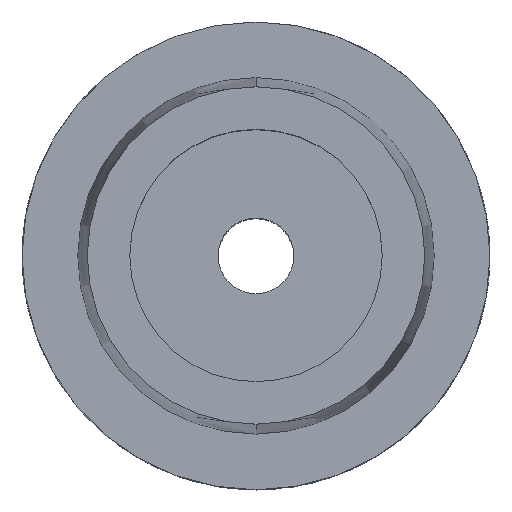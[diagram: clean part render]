
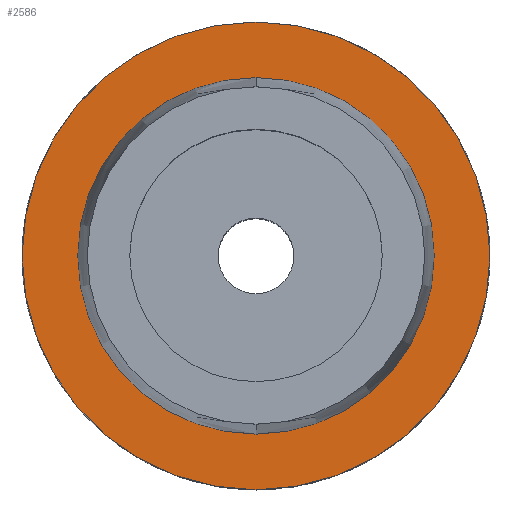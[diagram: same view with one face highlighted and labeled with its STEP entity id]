
A CAD part, top view. The second image highlights one B-rep face of the part: STEP entity #2586.
In plain terms, the highlighted planar face has unit normal (0, 0, 1).
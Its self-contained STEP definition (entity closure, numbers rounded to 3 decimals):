
#787=CARTESIAN_POINT('',(0.,0.,0.));
#788=DIRECTION('',(0.,0.,-1.));
#789=DIRECTION('',(0.,1.,0.));
#790=AXIS2_PLACEMENT_3D('',#787,#788,#789);
#809=CARTESIAN_POINT('',(0.,0.,0.));
#810=DIRECTION('',(0.,0.,1.));
#811=DIRECTION('',(0.,1.,0.));
#812=AXIS2_PLACEMENT_3D('',#809,#810,#811);
#817=CARTESIAN_POINT('',(0.,0.,0.));
#818=DIRECTION('',(0.,0.,-1.));
#819=DIRECTION('',(0.,1.,0.));
#820=AXIS2_PLACEMENT_3D('',#817,#818,#819);
#825=CARTESIAN_POINT('',(0.,0.,0.));
#826=DIRECTION('',(0.,0.,1.));
#827=DIRECTION('',(0.,1.,0.));
#828=AXIS2_PLACEMENT_3D('',#825,#826,#827);
#1642=CARTESIAN_POINT('',(0.,31.5,0.));
#1644=VERTEX_POINT('',#1642);
#1650=CARTESIAN_POINT('',(0.,-31.5,0.));
#1652=VERTEX_POINT('',#1650);
#1813=CARTESIAN_POINT('',(0.,24.005,0.));
#1814=VERTEX_POINT('',#1813);
#1815=CARTESIAN_POINT('',(0.,-24.005,0.));
#1816=VERTEX_POINT('',#1815);
#2571=CARTESIAN_POINT('',(0.,0.,0.));
#2572=DIRECTION('',(0.,0.,-1.));
#2573=DIRECTION('',(0.,-1.,0.));
#2574=AXIS2_PLACEMENT_3D('',#2571,#2572,#2573);
#2575=PLANE('',#2574);
#2577=ORIENTED_EDGE('',*,*,#2576,.T.);
#2579=ORIENTED_EDGE('',*,*,#2578,.F.);
#2580=EDGE_LOOP('',(#2577,#2579));
#2581=FACE_OUTER_BOUND('',#2580,.F.);
#2582=ORIENTED_EDGE('',*,*,#2566,.T.);
#2583=ORIENTED_EDGE('',*,*,#2550,.F.);
#2584=EDGE_LOOP('',(#2582,#2583));
#2585=FACE_BOUND('',#2584,.F.);
#791=CIRCLE('',#790,24.005);
#813=CIRCLE('',#812,24.005);
#821=CIRCLE('',#820,31.5);
#829=CIRCLE('',#828,31.5);
#2550=EDGE_CURVE('',#1814,#1816,#791,.T.);
#2566=EDGE_CURVE('',#1814,#1816,#813,.T.);
#2576=EDGE_CURVE('',#1644,#1652,#821,.T.);
#2578=EDGE_CURVE('',#1644,#1652,#829,.T.);
#2586=ADVANCED_FACE('',(#2581,#2585),#2575,.F.);
